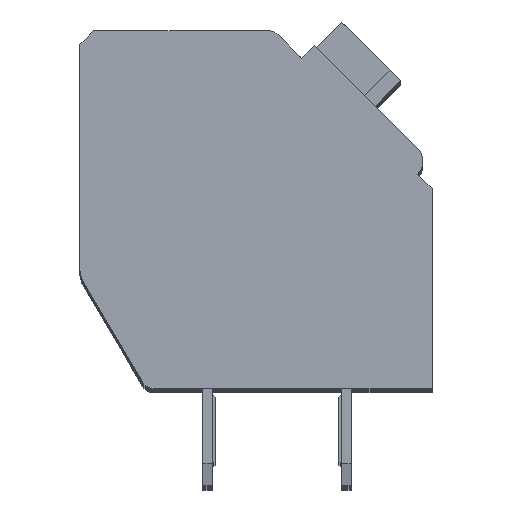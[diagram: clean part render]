
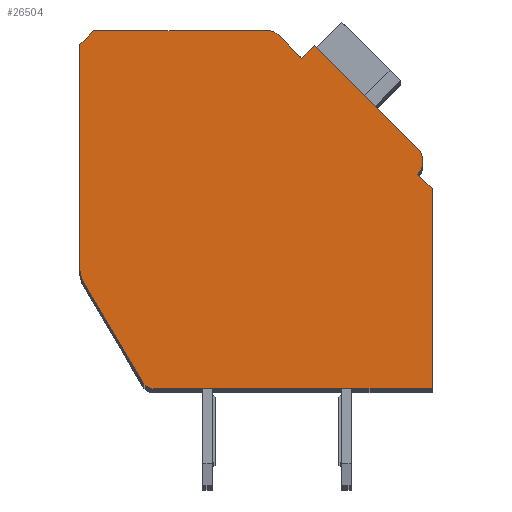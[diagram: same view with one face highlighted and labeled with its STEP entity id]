
A CAD part, top view. The second image highlights one B-rep face of the part: STEP entity #26504.
In plain terms, the highlighted planar face has unit normal (0, 0, 1).
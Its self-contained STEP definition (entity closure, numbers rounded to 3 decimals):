
#981=DIRECTION('',(0.,-1.,0.));
#982=VECTOR('',#981,8.053);
#983=CARTESIAN_POINT('',(-12.7,12.4,2.1));
#984=LINE('',#983,#982);
#985=DIRECTION('',(-0.707,-0.707,0.));
#986=VECTOR('',#985,0.707);
#987=CARTESIAN_POINT('',(-12.2,12.9,2.1));
#988=LINE('',#987,#986);
#989=DIRECTION('',(-1.,0.,0.));
#990=VECTOR('',#989,6.298);
#991=CARTESIAN_POINT('',(-5.902,12.9,2.1));
#992=LINE('',#991,#990);
#993=CARTESIAN_POINT('',(-5.902,12.4,2.1));
#994=DIRECTION('',(0.,0.,1.));
#995=DIRECTION('',(0.707,0.707,0.));
#996=AXIS2_PLACEMENT_3D('',#993,#994,#995);
#998=DIRECTION('',(-0.707,0.707,0.));
#999=VECTOR('',#998,1.197);
#1000=CARTESIAN_POINT('',(-4.702,11.907,2.1));
#1001=LINE('',#1000,#999);
#1002=DIRECTION('',(-0.707,-0.707,0.));
#1003=VECTOR('',#1002,0.65);
#1004=CARTESIAN_POINT('',(-4.243,12.367,2.1));
#1005=LINE('',#1004,#1003);
#1006=DIRECTION('',(-0.707,0.707,0.));
#1007=VECTOR('',#1006,5.25);
#1008=CARTESIAN_POINT('',(-0.53,8.655,2.1));
#1009=LINE('',#1008,#1007);
#1010=CARTESIAN_POINT('',(-0.99,8.195,2.1));
#1011=DIRECTION('',(0.,0.,1.));
#1012=DIRECTION('',(0.707,-0.707,0.));
#1013=AXIS2_PLACEMENT_3D('',#1010,#1011,#1012);
#1015=DIRECTION('',(-0.707,0.707,0.));
#1016=VECTOR('',#1015,0.75);
#1017=CARTESIAN_POINT('',(0.,7.205,2.1));
#1018=LINE('',#1017,#1016);
#1019=DIRECTION('',(0.,1.,0.));
#1020=VECTOR('',#1019,7.205);
#1021=CARTESIAN_POINT('',(0.,0.,2.1));
#1022=LINE('',#1021,#1020);
#1023=DIRECTION('',(1.,0.,0.));
#1024=VECTOR('',#1023,10.014);
#1025=CARTESIAN_POINT('',(-10.014,0.,2.1));
#1026=LINE('',#1025,#1024);
#1027=CARTESIAN_POINT('',(-10.014,0.5,2.1));
#1028=DIRECTION('',(0.,0.,1.));
#1029=DIRECTION('',(-0.862,-0.508,0.));
#1030=AXIS2_PLACEMENT_3D('',#1027,#1028,#1029);
#1032=DIRECTION('',(0.508,-0.862,0.));
#1033=VECTOR('',#1032,4.17);
#1034=CARTESIAN_POINT('',(-12.562,3.839,2.1));
#1035=LINE('',#1034,#1033);
#1036=CARTESIAN_POINT('',(-11.7,4.347,2.1));
#1037=DIRECTION('',(0.,0.,1.));
#1038=DIRECTION('',(-1.,0.,0.));
#1039=AXIS2_PLACEMENT_3D('',#1036,#1037,#1038);
#19541=CARTESIAN_POINT('',(-12.7,12.4,2.1));
#19542=CARTESIAN_POINT('',(-12.7,4.347,2.1));
#19543=VERTEX_POINT('',#19541);
#19544=VERTEX_POINT('',#19542);
#19545=CARTESIAN_POINT('',(-12.562,3.839,2.1));
#19546=VERTEX_POINT('',#19545);
#19547=CARTESIAN_POINT('',(-10.445,0.246,2.1));
#19548=VERTEX_POINT('',#19547);
#19549=CARTESIAN_POINT('',(-10.014,0.,2.1));
#19550=VERTEX_POINT('',#19549);
#19551=CARTESIAN_POINT('',(0.,0.,2.1));
#19552=VERTEX_POINT('',#19551);
#19553=CARTESIAN_POINT('',(0.,7.205,2.1));
#19554=VERTEX_POINT('',#19553);
#19555=CARTESIAN_POINT('',(-0.53,7.735,2.1));
#19556=VERTEX_POINT('',#19555);
#19557=CARTESIAN_POINT('',(-0.53,8.655,2.1));
#19558=VERTEX_POINT('',#19557);
#19559=CARTESIAN_POINT('',(-4.243,12.367,2.1));
#19560=VERTEX_POINT('',#19559);
#19561=CARTESIAN_POINT('',(-4.702,11.907,2.1));
#19562=VERTEX_POINT('',#19561);
#19563=CARTESIAN_POINT('',(-5.548,12.754,2.1));
#19564=VERTEX_POINT('',#19563);
#19565=CARTESIAN_POINT('',(-5.902,12.9,2.1));
#19566=VERTEX_POINT('',#19565);
#19567=CARTESIAN_POINT('',(-12.2,12.9,2.1));
#19568=VERTEX_POINT('',#19567);
#26472=CARTESIAN_POINT('',(0.,0.,2.1));
#26473=DIRECTION('',(0.,0.,1.));
#26474=DIRECTION('',(1.,0.,0.));
#26475=AXIS2_PLACEMENT_3D('',#26472,#26473,#26474);
#26476=PLANE('',#26475);
#26477=ORIENTED_EDGE('',*,*,#25587,.F.);
#26479=ORIENTED_EDGE('',*,*,#26478,.F.);
#26481=ORIENTED_EDGE('',*,*,#26480,.F.);
#26483=ORIENTED_EDGE('',*,*,#26482,.F.);
#26485=ORIENTED_EDGE('',*,*,#26484,.F.);
#26487=ORIENTED_EDGE('',*,*,#26486,.F.);
#26489=ORIENTED_EDGE('',*,*,#26488,.F.);
#26491=ORIENTED_EDGE('',*,*,#26490,.F.);
#26493=ORIENTED_EDGE('',*,*,#26492,.F.);
#26495=ORIENTED_EDGE('',*,*,#26494,.F.);
#26497=ORIENTED_EDGE('',*,*,#26496,.F.);
#26499=ORIENTED_EDGE('',*,*,#26498,.F.);
#26500=ORIENTED_EDGE('',*,*,#26061,.F.);
#26501=ORIENTED_EDGE('',*,*,#25759,.F.);
#26502=EDGE_LOOP('',(#26477,#26479,#26481,#26483,#26485,#26487,#26489,#26491,
#26493,#26495,#26497,#26499,#26500,#26501));
#26503=FACE_OUTER_BOUND('',#26502,.F.);
#997=CIRCLE('',#996,0.5);
#1014=CIRCLE('',#1013,0.65);
#1031=CIRCLE('',#1030,0.5);
#1040=CIRCLE('',#1039,1.);
#25587=EDGE_CURVE('',#19543,#19544,#984,.T.);
#25759=EDGE_CURVE('',#19544,#19546,#1040,.T.);
#26061=EDGE_CURVE('',#19546,#19548,#1035,.T.);
#26478=EDGE_CURVE('',#19568,#19543,#988,.T.);
#26480=EDGE_CURVE('',#19566,#19568,#992,.T.);
#26482=EDGE_CURVE('',#19564,#19566,#997,.T.);
#26484=EDGE_CURVE('',#19562,#19564,#1001,.T.);
#26486=EDGE_CURVE('',#19560,#19562,#1005,.T.);
#26488=EDGE_CURVE('',#19558,#19560,#1009,.T.);
#26490=EDGE_CURVE('',#19556,#19558,#1014,.T.);
#26492=EDGE_CURVE('',#19554,#19556,#1018,.T.);
#26494=EDGE_CURVE('',#19552,#19554,#1022,.T.);
#26496=EDGE_CURVE('',#19550,#19552,#1026,.T.);
#26498=EDGE_CURVE('',#19548,#19550,#1031,.T.);
#26504=ADVANCED_FACE('',(#26503),#26476,.T.);
